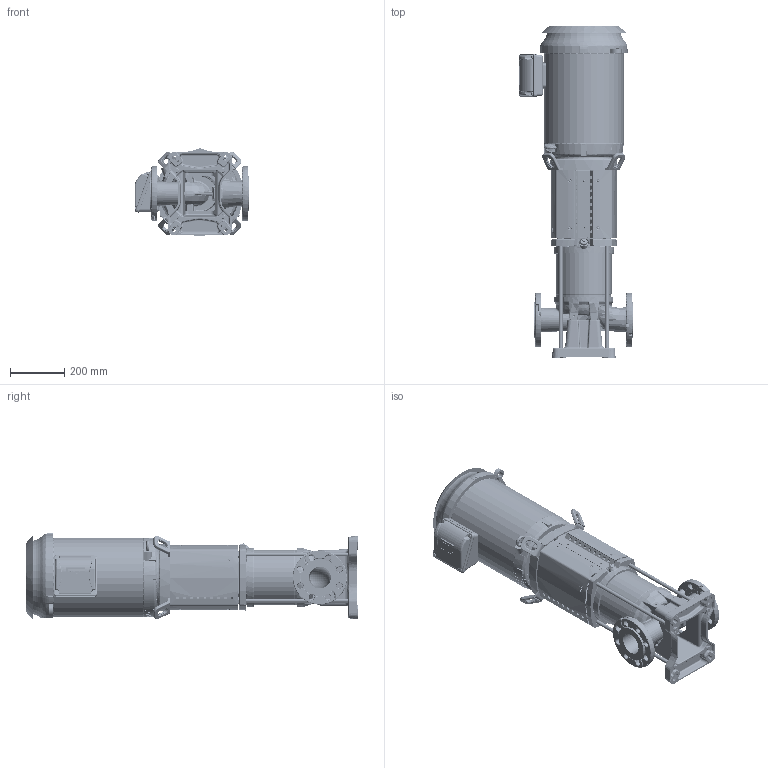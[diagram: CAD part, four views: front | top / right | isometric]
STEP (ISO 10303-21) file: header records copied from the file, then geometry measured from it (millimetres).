
FILE_DESCRIPTION(/* description */ (''),/* implementation_level */ '2;1');
FILE_NAME(/* name */ '2700885 - HELIX V270-02_1-1_A3_E_KS_N_15_3_Shrinkwrap_1.stp',/* time_stamp */ '2022-03-25T16:22:47-05:00',/* author */ ('faliszekte'),/* organization */ (''),/* preprocessor_version */ 'ST-DEVELOPER v18.1',/* originating_system */ 'Autodesk Inventor 2021',/* authorisation */ '');
FILE_SCHEMA (('AUTOMOTIVE_DESIGN { 1 0 10303 214 3 1 1 }'));
Length unit declared in the file: inch
Products named in the file (1): 2700885 - HELIX V270-02_1-1_A3_E_KS_N_15_3_Shrinkwrap_1
Bounding box: 422.49 x 1220.1 x 323.34 mm (x, y, z)
Volume: 888.3 mm3; surface area: 2901543.6 mm2
Topology: 2 solids, 96 shells, 4970 faces, 14789 edges, 9623 vertices
Faces by surface type: cylinder 1563, bspline 1298, plane 1190, torus 429, cone 423, sphere 67
Full cylindrical faces by diameter (mm): 0.833 x4, 2 x2, 4 x2, 4.918 x5, 6 x2, 8 x8, 8.9 x4, 9.5 x3, 10.25 x3, 14 x6, 14.376 x168, 16 x168, 16.662 x1, 17.5 x1, 18 x8, 18.64 x1, 20.813 x1, 31 x1, 47.6 x1, 88 x1, 95 x2, 110.3 x3, 114 x1, 119.6 x1, 131 x2, 200 x1, 203 x3, 204 x1, 215.9 x1, 220 x1
Entity records: 432604 total; most frequent: CARTESIAN_POINT 307539, ORIENTED_EDGE 26193, DIRECTION 22573, EDGE_CURVE 14692, VERTEX_POINT 9623, AXIS2_PLACEMENT_3D 8824, EDGE_LOOP 5267, FACE_OUTER_BOUND 4970
